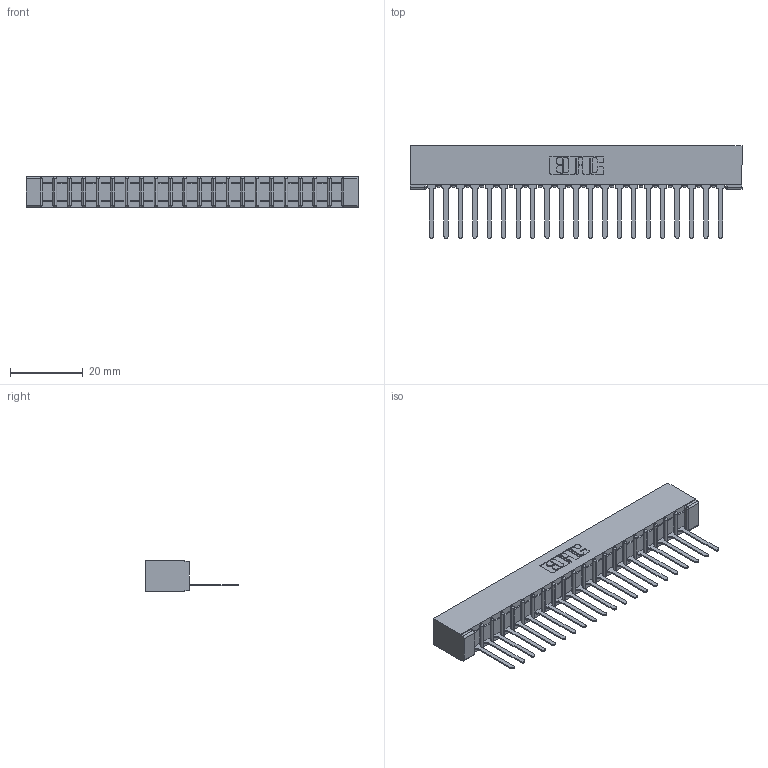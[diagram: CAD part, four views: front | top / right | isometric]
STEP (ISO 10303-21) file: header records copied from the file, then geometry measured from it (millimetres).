
FILE_DESCRIPTION (( 'STEP AP203' ), '1' );
FILE_NAME ('307-021-447-101.STEP', '2020-09-27T04:00:41', ( '' ), ( '' ), 'SwSTEP 2.0', 'SolidWorks 2020', '' );
FILE_SCHEMA (( 'CONFIG_CONTROL_DESIGN' ));
Length unit declared in the file: inch
Products named in the file (3): 307-021-447-101; 307 Part_No Mounting Lugs; 307-290-001_547
Assembly tree (22 placements, depth 2):
  307-021-447-101
    307 Part_No Mounting Lugs
    307-290-001_547  x21
Bounding box: 91.08 x 25.43 x 8.71 mm (x, y, z)
Volume: 6000.4 mm3; surface area: 9864 mm2
Topology: 22 solids, 22 shells, 1308 faces, 3701 edges, 2378 vertices
Faces by surface type: plane 843, cylinder 421, sphere 44
Entity records: 20282 total; most frequent: CARTESIAN_POINT 3408, ORIENTED_EDGE 3394, DIRECTION 3325, EDGE_CURVE 1697, LINE 1295, VECTOR 1295, VERTEX_POINT 1098, AXIS2_PLACEMENT_3D 1015
